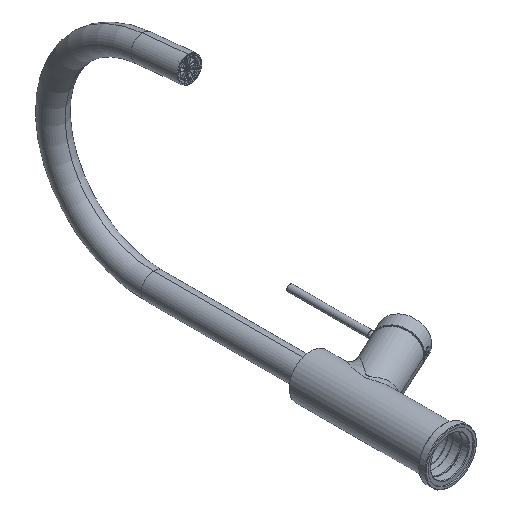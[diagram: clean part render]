
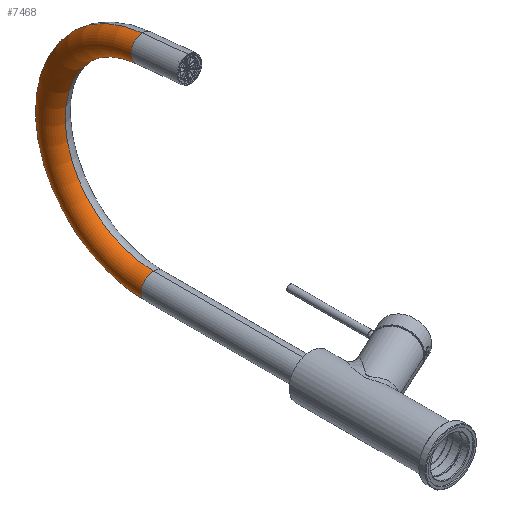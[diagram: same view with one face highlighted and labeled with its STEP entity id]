
A CAD part, isometric view. The second image highlights one B-rep face of the part: STEP entity #7468.
In plain terms, the highlighted toroidal (fillet/blend) face has major radius 98 mm and minor radius 12 mm.
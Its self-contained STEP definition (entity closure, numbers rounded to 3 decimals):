
#7049=CARTESIAN_POINT('',(98.,153.,0.));
#7050=DIRECTION('',(0.,0.,1.));
#7051=DIRECTION('',(0.995,0.1,0.));
#7052=AXIS2_PLACEMENT_3D('',#7049,#7050,#7051);
#7054=CARTESIAN_POINT('',(0.,153.,0.));
#7055=DIRECTION('',(0.,-1.,0.));
#7056=DIRECTION('',(1.,0.,0.));
#7057=AXIS2_PLACEMENT_3D('',#7054,#7055,#7056);
#7059=CARTESIAN_POINT('',(195.511,162.776,0.));
#7060=DIRECTION('',(0.1,-0.995,0.));
#7061=DIRECTION('',(0.995,0.1,0.));
#7062=AXIS2_PLACEMENT_3D('',#7059,#7060,#7061);
#7064=CARTESIAN_POINT('',(98.,153.,0.));
#7065=DIRECTION('',(0.,0.,1.));
#7066=DIRECTION('',(0.995,0.1,0.));
#7067=AXIS2_PLACEMENT_3D('',#7064,#7065,#7066);
#7323=CARTESIAN_POINT('',(-12.,153.,0.));
#7324=VERTEX_POINT('',#7323);
#7325=CARTESIAN_POINT('',(12.,153.,0.));
#7326=VERTEX_POINT('',#7325);
#7327=CARTESIAN_POINT('',(183.571,161.579,0.));
#7328=VERTEX_POINT('',#7327);
#7329=CARTESIAN_POINT('',(207.451,163.973,0.));
#7330=VERTEX_POINT('',#7329);
#7456=CARTESIAN_POINT('',(98.,153.,0.));
#7457=DIRECTION('',(0.,0.,-1.));
#7458=DIRECTION('',(1.,0.,0.));
#7459=AXIS2_PLACEMENT_3D('',#7456,#7457,#7458);
#7460=TOROIDAL_SURFACE('',#7459,98.,12.);
#7461=ORIENTED_EDGE('',*,*,#7421,.T.);
#7462=ORIENTED_EDGE('',*,*,#7451,.F.);
#7464=ORIENTED_EDGE('',*,*,#7463,.T.);
#7465=ORIENTED_EDGE('',*,*,#7447,.T.);
#7466=EDGE_LOOP('',(#7461,#7462,#7464,#7465));
#7467=FACE_OUTER_BOUND('',#7466,.F.);
#7468=ADVANCED_FACE('',(#7467),#7460,.T.);
#7053=CIRCLE('',#7052,110.);
#7058=CIRCLE('',#7057,12.);
#7063=CIRCLE('',#7062,12.);
#7068=CIRCLE('',#7067,86.);
#7421=EDGE_CURVE('',#7326,#7324,#7058,.T.);
#7447=EDGE_CURVE('',#7328,#7326,#7068,.T.);
#7451=EDGE_CURVE('',#7330,#7324,#7053,.T.);
#7463=EDGE_CURVE('',#7330,#7328,#7063,.T.);
